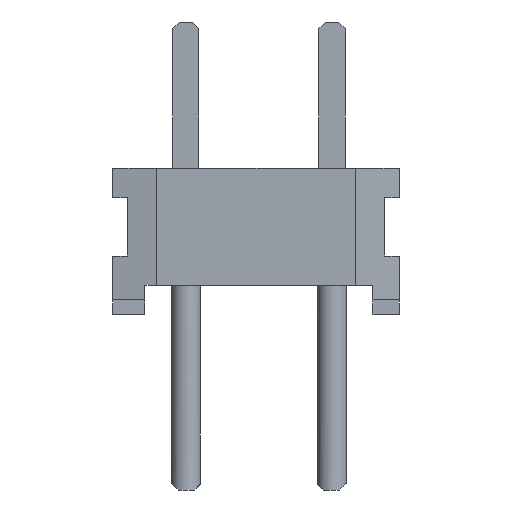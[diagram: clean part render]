
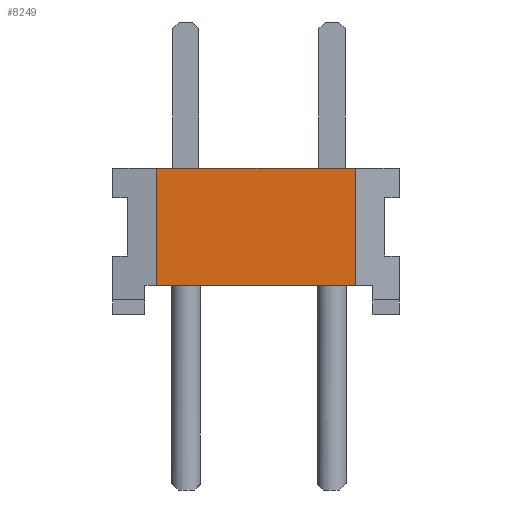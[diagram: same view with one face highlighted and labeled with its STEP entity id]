
A CAD part, left-side view. The second image highlights one B-rep face of the part: STEP entity #8249.
In plain terms, the highlighted planar face has unit normal (-1, 0, 0).
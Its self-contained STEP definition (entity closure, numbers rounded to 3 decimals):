
#8249 = ADVANCED_FACE('',(#8250),#8284,.F.);
#8250 = FACE_BOUND('',#8251,.T.);
#8251 = EDGE_LOOP('',(#8252,#8262,#8270,#8278));
#8252 = ORIENTED_EDGE('',*,*,#8253,.F.);
#8253 = EDGE_CURVE('',#8254,#8256,#8258,.T.);
#8254 = VERTEX_POINT('',#8255);
#8255 = CARTESIAN_POINT('',(-9.525,1.778,2.54));
#8256 = VERTEX_POINT('',#8257);
#8257 = CARTESIAN_POINT('',(-9.525,-1.676,2.54));
#8258 = LINE('',#8259,#8260);
#8259 = CARTESIAN_POINT('',(-9.525,2.54,2.54));
#8260 = VECTOR('',#8261,1.);
#8261 = DIRECTION('',(0.,-1.,0.));
#8262 = ORIENTED_EDGE('',*,*,#8263,.T.);
#8263 = EDGE_CURVE('',#8254,#8264,#8266,.T.);
#8264 = VERTEX_POINT('',#8265);
#8265 = CARTESIAN_POINT('',(-9.525,1.778,0.508));
#8266 = LINE('',#8267,#8268);
#8267 = CARTESIAN_POINT('',(-9.525,1.778,2.54));
#8268 = VECTOR('',#8269,1.);
#8269 = DIRECTION('',(0.,0.,-1.));
#8270 = ORIENTED_EDGE('',*,*,#8271,.T.);
#8271 = EDGE_CURVE('',#8264,#8272,#8274,.T.);
#8272 = VERTEX_POINT('',#8273);
#8273 = CARTESIAN_POINT('',(-9.525,-1.676,0.508));
#8274 = LINE('',#8275,#8276);
#8275 = CARTESIAN_POINT('',(-9.525,1.981,0.508));
#8276 = VECTOR('',#8277,1.);
#8277 = DIRECTION('',(0.,-1.,0.));
#8278 = ORIENTED_EDGE('',*,*,#8279,.T.);
#8279 = EDGE_CURVE('',#8272,#8256,#8280,.T.);
#8280 = LINE('',#8281,#8282);
#8281 = CARTESIAN_POINT('',(-9.525,-1.676,2.54));
#8282 = VECTOR('',#8283,1.);
#8283 = DIRECTION('',(0.,0.,1.));
#8284 = PLANE('',#8285);
#8285 = AXIS2_PLACEMENT_3D('',#8286,#8287,#8288);
#8286 = CARTESIAN_POINT('',(-9.525,2.54,2.54));
#8287 = DIRECTION('',(1.,0.,0.));
#8288 = DIRECTION('',(0.,1.,0.));
